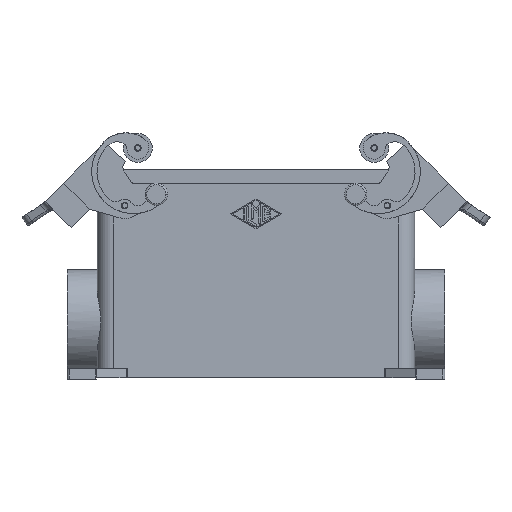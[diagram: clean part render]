
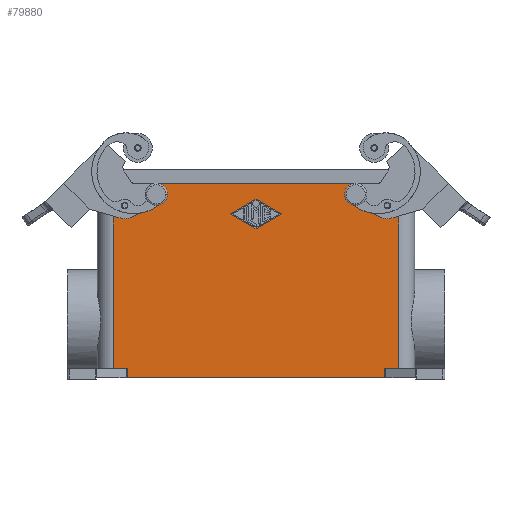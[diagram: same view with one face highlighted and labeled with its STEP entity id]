
A CAD part, front view. The second image highlights one B-rep face of the part: STEP entity #79880.
In plain terms, the highlighted planar face has unit normal (0, -1, 0).
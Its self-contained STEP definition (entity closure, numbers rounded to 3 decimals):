
#9700=CARTESIAN_POINT('',(-38.,-21.75,17.));
#9710=VERTEX_POINT('',#9700);
#9760=CARTESIAN_POINT('',(-38.,-21.75,19.5));
#9770=DIRECTION('',(0.,1.,0.));
#9780=DIRECTION('',(0.,0.,1.));
#9790=AXIS2_PLACEMENT_3D('',#9760,#9770,#9780);
#9800=CIRCLE('',#9790,2.5);
#9810=CARTESIAN_POINT('',(-38.,-21.75,22.));
#9820=VERTEX_POINT('',#9810);
#9830=EDGE_CURVE('',#9710,#9820,#9800,.T.);
#18530=CARTESIAN_POINT('',(35.5,-21.75,19.5));
#18540=VERTEX_POINT('',#18530);
#18590=CARTESIAN_POINT('',(38.,-21.75,19.5));
#18600=DIRECTION('',(0.,1.,0.));
#18610=DIRECTION('',(0.,0.,1.));
#18620=AXIS2_PLACEMENT_3D('',#18590,#18600,#18610);
#18630=CIRCLE('',#18620,2.5);
#18640=CARTESIAN_POINT('',(38.,-21.75,22.));
#18650=VERTEX_POINT('',#18640);
#18660=EDGE_CURVE('',#18540,#18650,#18630,.T.);
#18680=CARTESIAN_POINT('',(40.5,-21.75,19.5));
#18690=VERTEX_POINT('',#18680);
#18700=EDGE_CURVE('',#18650,#18690,#18630,.T.);
#63500=CARTESIAN_POINT('',(-49.041,-21.75,-50.5));
#63510=DIRECTION('',(0.,0.,1.));
#63520=VECTOR('',#63510,3.5);
#63530=LINE('',#63500,#63520);
#63540=CARTESIAN_POINT('',(-49.041,-21.75,-50.5));
#63550=VERTEX_POINT('',#63540);
#63560=CARTESIAN_POINT('',(-49.041,-21.75,-47.));
#63570=VERTEX_POINT('',#63560);
#63580=EDGE_CURVE('',#63550,#63570,#63530,.T.);
#63920=CARTESIAN_POINT('',(49.041,-21.75,-47.));
#63930=DIRECTION('',(0.,0.,-1.));
#63940=VECTOR('',#63930,3.5);
#63950=LINE('',#63920,#63940);
#63960=CARTESIAN_POINT('',(49.041,-21.75,-47.));
#63970=VERTEX_POINT('',#63960);
#63980=CARTESIAN_POINT('',(49.041,-21.75,-50.5));
#63990=VERTEX_POINT('',#63980);
#64000=EDGE_CURVE('',#63970,#63990,#63950,.T.);
#72930=CARTESIAN_POINT('',(49.041,-21.75,-47.));
#72940=DIRECTION('',(1.,0.,0.));
#72950=VECTOR('',#72940,5.459);
#72960=LINE('',#72930,#72950);
#72970=CARTESIAN_POINT('',(54.5,-21.75,-47.));
#72980=VERTEX_POINT('',#72970);
#72990=EDGE_CURVE('',#63970,#72980,#72960,.T.);
#78970=CARTESIAN_POINT('',(54.5,-21.75,1.5));
#78980=DIRECTION('',(0.,-1.,0.));
#78990=DIRECTION('',(0.,0.,-1.));
#79000=AXIS2_PLACEMENT_3D('',#78970,#78980,#78990);
#79010=PLANE('',#79000);
#79020=CARTESIAN_POINT('',(49.041,-21.75,-50.5));
#79030=DIRECTION('',(-1.,0.,0.));
#79040=VECTOR('',#79030,98.081);
#79050=LINE('',#79020,#79040);
#79060=EDGE_CURVE('',#63990,#63550,#79050,.T.);
#79070=ORIENTED_EDGE('',*,*,#79060,.F.);
#79080=ORIENTED_EDGE('',*,*,#63580,.F.);
#79090=CARTESIAN_POINT('',(-54.5,-21.75,-47.));
#79100=DIRECTION('',(1.,0.,0.));
#79110=VECTOR('',#79100,5.459);
#79120=LINE('',#79090,#79110);
#79130=CARTESIAN_POINT('',(-54.5,-21.75,-47.));
#79140=VERTEX_POINT('',#79130);
#79150=EDGE_CURVE('',#79140,#63570,#79120,.T.);
#79160=ORIENTED_EDGE('',*,*,#79150,.T.);
#79170=CARTESIAN_POINT('',(-54.5,-21.75,23.5));
#79180=DIRECTION('',(0.,0.,-1.));
#79190=VECTOR('',#79180,70.5);
#79200=LINE('',#79170,#79190);
#79210=CARTESIAN_POINT('',(-54.5,-21.75,23.5));
#79220=VERTEX_POINT('',#79210);
#79230=EDGE_CURVE('',#79220,#79140,#79200,.T.);
#79240=ORIENTED_EDGE('',*,*,#79230,.T.);
#79250=CARTESIAN_POINT('',(54.5,-21.75,23.5));
#79260=DIRECTION('',(-1.,0.,0.));
#79270=VECTOR('',#79260,109.);
#79280=LINE('',#79250,#79270);
#79290=CARTESIAN_POINT('',(54.5,-21.75,23.5));
#79300=VERTEX_POINT('',#79290);
#79310=EDGE_CURVE('',#79300,#79220,#79280,.T.);
#79320=ORIENTED_EDGE('',*,*,#79310,.T.);
#79330=CARTESIAN_POINT('',(54.5,-21.75,23.5));
#79340=DIRECTION('',(0.,0.,-1.));
#79350=VECTOR('',#79340,70.5);
#79360=LINE('',#79330,#79350);
#79370=EDGE_CURVE('',#79300,#72980,#79360,.T.);
#79380=ORIENTED_EDGE('',*,*,#79370,.F.);
#79390=ORIENTED_EDGE('',*,*,#72990,.T.);
#79400=ORIENTED_EDGE('',*,*,#64000,.F.);
#79410=EDGE_LOOP('',(#79400,#79390,#79380,#79320,#79240,#79160,#79080,
#79070));
#79420=FACE_OUTER_BOUND('',#79410,.T.);
#79430=CARTESIAN_POINT('',(9.75,-21.75,12.));
#79440=DIRECTION('',(-0.866,0.,-0.5));
#79450=VECTOR('',#79440,11.256);
#79460=LINE('',#79430,#79450);
#79470=CARTESIAN_POINT('',(9.75,-21.75,12.));
#79480=VERTEX_POINT('',#79470);
#79490=CARTESIAN_POINT('',(0.,-21.75,6.375));
#79500=VERTEX_POINT('',#79490);
#79510=EDGE_CURVE('',#79480,#79500,#79460,.T.);
#79520=ORIENTED_EDGE('',*,*,#79510,.T.);
#79530=CARTESIAN_POINT('',(0.,-21.75,17.625));
#79540=DIRECTION('',(0.866,0.,-0.5));
#79550=VECTOR('',#79540,11.256);
#79560=LINE('',#79530,#79550);
#79570=CARTESIAN_POINT('',(0.,-21.75,17.625));
#79580=VERTEX_POINT('',#79570);
#79590=EDGE_CURVE('',#79580,#79480,#79560,.T.);
#79600=ORIENTED_EDGE('',*,*,#79590,.T.);
#79610=CARTESIAN_POINT('',(-9.75,-21.75,12.));
#79620=DIRECTION('',(0.866,0.,0.5));
#79630=VECTOR('',#79620,11.256);
#79640=LINE('',#79610,#79630);
#79650=CARTESIAN_POINT('',(-9.75,-21.75,12.));
#79660=VERTEX_POINT('',#79650);
#79670=EDGE_CURVE('',#79660,#79580,#79640,.T.);
#79680=ORIENTED_EDGE('',*,*,#79670,.T.);
#79690=CARTESIAN_POINT('',(0.,-21.75,6.375));
#79700=DIRECTION('',(-0.866,0.,0.5));
#79710=VECTOR('',#79700,11.256);
#79720=LINE('',#79690,#79710);
#79730=EDGE_CURVE('',#79500,#79660,#79720,.T.);
#79740=ORIENTED_EDGE('',*,*,#79730,.T.);
#79750=EDGE_LOOP('',(#79740,#79680,#79600,#79520));
#79760=FACE_BOUND('',#79750,.T.);
#79770=EDGE_CURVE('',#18690,#18540,#18630,.T.);
#79780=ORIENTED_EDGE('',*,*,#79770,.T.);
#79790=ORIENTED_EDGE('',*,*,#18700,.T.);
#79800=ORIENTED_EDGE('',*,*,#18660,.T.);
#79810=EDGE_LOOP('',(#79800,#79790,#79780));
#79820=FACE_BOUND('',#79810,.T.);
#79830=EDGE_CURVE('',#9820,#9710,#9800,.T.);
#79840=ORIENTED_EDGE('',*,*,#79830,.T.);
#79850=ORIENTED_EDGE('',*,*,#9830,.T.);
#79860=EDGE_LOOP('',(#79850,#79840));
#79870=FACE_BOUND('',#79860,.T.);
#79880=ADVANCED_FACE('',(#79420,#79760,#79820,#79870),#79010,.T.);
